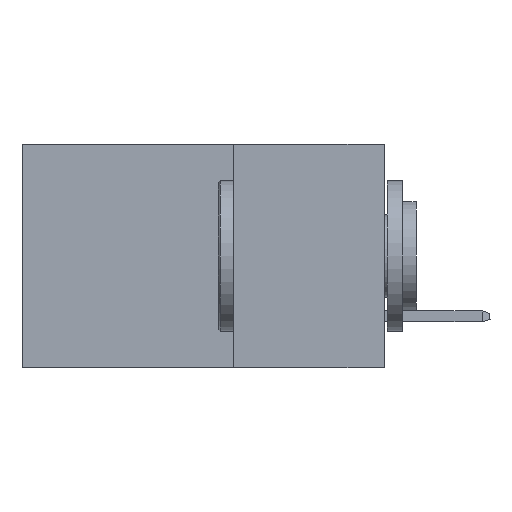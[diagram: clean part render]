
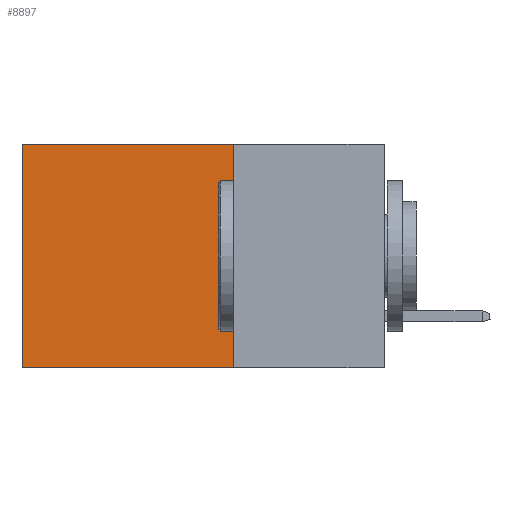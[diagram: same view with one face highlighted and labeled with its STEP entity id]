
A CAD part, left-side view. The second image highlights one B-rep face of the part: STEP entity #8897.
In plain terms, the highlighted planar face has unit normal (-1, 0, 0).
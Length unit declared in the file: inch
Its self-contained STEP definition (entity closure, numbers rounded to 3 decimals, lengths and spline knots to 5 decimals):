
#49 = DIRECTION ( 'NONE',  ( 0., 0., -1. ) ) ;
#191 = ORIENTED_EDGE ( 'NONE', *, *, #17658, .F. ) ;
#971 = VECTOR ( 'NONE', #7722, 39.37008 ) ;
#2292 = ORIENTED_EDGE ( 'NONE', *, *, #18241, .T. ) ;
#3975 = LINE ( 'NONE', #17395, #10007 ) ;
#5913 = EDGE_CURVE ( 'NONE', #11231, #17149, #3975, .T. ) ;
#6206 = DIRECTION ( 'NONE',  ( 0., 0., -1. ) ) ;
#6275 = CARTESIAN_POINT ( 'NONE',  ( 0.298, 0.25, 0. ) ) ;
#6787 = CARTESIAN_POINT ( 'NONE',  ( 0.298, 0.6, 0. ) ) ;
#7063 = PLANE ( 'NONE',  #16232 ) ;
#7442 = CARTESIAN_POINT ( 'NONE',  ( 0.298, 0.25, 0. ) ) ;
#7639 = LINE ( 'NONE', #14329, #15660 ) ;
#7722 = DIRECTION ( 'NONE',  ( 0., 1., 0. ) ) ;
#8042 = VECTOR ( 'NONE', #9279, 39.37008 ) ;
#8484 = CARTESIAN_POINT ( 'NONE',  ( 0.298, 0.25, 0. ) ) ;
#8506 = LINE ( 'NONE', #7442, #8042 ) ;
#8844 = EDGE_LOOP ( 'NONE', ( #2292, #191, #10604, #11312 ) ) ;
#8897 = ADVANCED_FACE ( 'NONE', ( #16524 ), #7063, .F. ) ;
#9279 = DIRECTION ( 'NONE',  ( 0., 1., 0. ) ) ;
#9926 = DIRECTION ( 'NONE',  ( 0., 0., -1. ) ) ;
#9960 = VERTEX_POINT ( 'NONE', #14621 ) ;
#10007 = VECTOR ( 'NONE', #6206, 39.37008 ) ;
#10604 = ORIENTED_EDGE ( 'NONE', *, *, #5913, .F. ) ;
#11231 = VERTEX_POINT ( 'NONE', #6275 ) ;
#11312 = ORIENTED_EDGE ( 'NONE', *, *, #13277, .T. ) ;
#13277 = EDGE_CURVE ( 'NONE', #11231, #13428, #8506, .T. ) ;
#13428 = VERTEX_POINT ( 'NONE', #6787 ) ;
#13776 = CARTESIAN_POINT ( 'NONE',  ( 0.298, 0.25, -0.37 ) ) ;
#14329 = CARTESIAN_POINT ( 'NONE',  ( 0.298, 0.6, 0. ) ) ;
#14621 = CARTESIAN_POINT ( 'NONE',  ( 0.298, 0.6, -0.37 ) ) ;
#14627 = CARTESIAN_POINT ( 'NONE',  ( 0.298, 0.25, -0.37 ) ) ;
#15217 = LINE ( 'NONE', #14627, #971 ) ;
#15660 = VECTOR ( 'NONE', #49, 39.37008 ) ;
#16232 = AXIS2_PLACEMENT_3D ( 'NONE', #8484, #18452, #9926 ) ;
#16524 = FACE_OUTER_BOUND ( 'NONE', #8844, .T. ) ;
#17149 = VERTEX_POINT ( 'NONE', #13776 ) ;
#17395 = CARTESIAN_POINT ( 'NONE',  ( 0.298, 0.25, 0. ) ) ;
#17658 = EDGE_CURVE ( 'NONE', #17149, #9960, #15217, .T. ) ;
#18241 = EDGE_CURVE ( 'NONE', #13428, #9960, #7639, .T. ) ;
#18452 = DIRECTION ( 'NONE',  ( 1., 0., 0. ) ) ;
